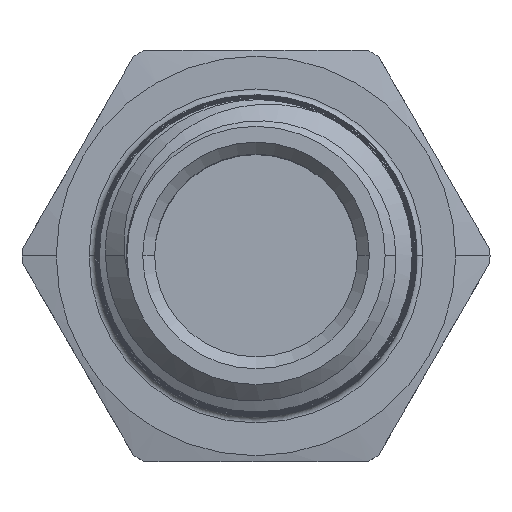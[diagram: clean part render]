
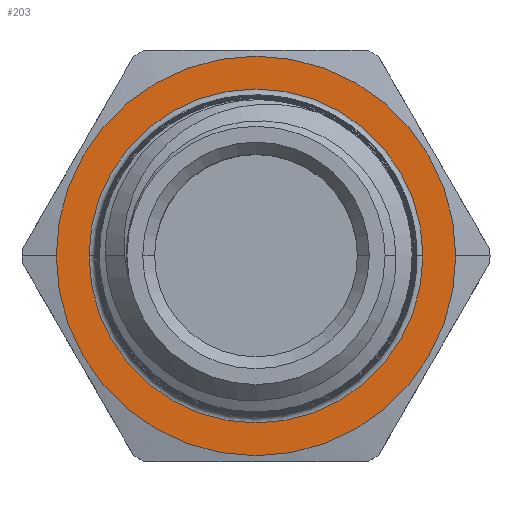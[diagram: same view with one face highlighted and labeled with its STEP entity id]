
A CAD part, top view. The second image highlights one B-rep face of the part: STEP entity #203.
In plain terms, the highlighted planar face has unit normal (0, 0, 1).
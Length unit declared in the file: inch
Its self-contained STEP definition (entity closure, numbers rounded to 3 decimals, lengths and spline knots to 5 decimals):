
#69 = EDGE_CURVE ( 'NONE', #646, #647, #689, .T. ) ;
#92 = EDGE_CURVE ( 'NONE', #481, #633, #703, .T. ) ;
#93 = EDGE_CURVE ( 'NONE', #647, #646, #702, .T. ) ;
#203 = ADVANCED_FACE ( 'NONE', ( #770, #749 ), #1653, .T. ) ;
#243 = EDGE_CURVE ( 'NONE', #633, #481, #852, .T. ) ;
#325 = AXIS2_PLACEMENT_3D ( 'NONE', #951, #952, #953 ) ;
#331 = AXIS2_PLACEMENT_3D ( 'NONE', #1424, #1425, #1426 ) ;
#332 = AXIS2_PLACEMENT_3D ( 'NONE', #1429, #1430, #1431 ) ;
#481 = VERTEX_POINT ( 'NONE', #4927 ) ;
#529 = EDGE_LOOP ( 'NONE', ( #5176, #5177 ) ) ;
#530 = EDGE_LOOP ( 'NONE', ( #5174, #5175 ) ) ;
#633 = VERTEX_POINT ( 'NONE', #4938 ) ;
#646 = VERTEX_POINT ( 'NONE', #4959 ) ;
#647 = VERTEX_POINT ( 'NONE', #4960 ) ;
#689 = CIRCLE ( 'NONE', #325, 0.28 ) ;
#702 = CIRCLE ( 'NONE', #332, 0.28 ) ;
#703 = CIRCLE ( 'NONE', #331, 0.335 ) ;
#749 = FACE_BOUND ( 'NONE', #529, .T. ) ;
#770 = FACE_OUTER_BOUND ( 'NONE', #530, .T. ) ;
#852 = CIRCLE ( 'NONE', #1734, 0.335 ) ;
#951 = CARTESIAN_POINT ( 'NONE',  ( 0., 0., 0.11 ) ) ;
#952 = DIRECTION ( 'NONE',  ( 0., 0., -1. ) ) ;
#953 = DIRECTION ( 'NONE',  ( 1., 0., 0. ) ) ;
#1424 = CARTESIAN_POINT ( 'NONE',  ( 0., 0., 0.11 ) ) ;
#1425 = DIRECTION ( 'NONE',  ( 0., 0., -1. ) ) ;
#1426 = DIRECTION ( 'NONE',  ( -1., 0., 0. ) ) ;
#1429 = CARTESIAN_POINT ( 'NONE',  ( 0., 0., 0.11 ) ) ;
#1430 = DIRECTION ( 'NONE',  ( 0., 0., -1. ) ) ;
#1431 = DIRECTION ( 'NONE',  ( 1., 0., 0. ) ) ;
#1650 = DIRECTION ( 'NONE',  ( 0., 0., 1. ) ) ;
#1651 = CARTESIAN_POINT ( 'NONE',  ( -0.19919, -0.345, 0.11 ) ) ;
#1653 = PLANE ( 'NONE',  #1706 ) ;
#1655 = DIRECTION ( 'NONE',  ( 1., 0., 0. ) ) ;
#1706 = AXIS2_PLACEMENT_3D ( 'NONE', #1651, #1650, #1655 ) ;
#1734 = AXIS2_PLACEMENT_3D ( 'NONE', #2359, #2360, #2361 ) ;
#2359 = CARTESIAN_POINT ( 'NONE',  ( 0., 0., 0.11 ) ) ;
#2360 = DIRECTION ( 'NONE',  ( 0., 0., -1. ) ) ;
#2361 = DIRECTION ( 'NONE',  ( -1., 0., 0. ) ) ;
#4927 = CARTESIAN_POINT ( 'NONE',  ( 0.335, 0., 0.11 ) ) ;
#4938 = CARTESIAN_POINT ( 'NONE',  ( -0.335, 0., 0.11 ) ) ;
#4959 = CARTESIAN_POINT ( 'NONE',  ( 0.28, 0., 0.11 ) ) ;
#4960 = CARTESIAN_POINT ( 'NONE',  ( -0.28, 0., 0.11 ) ) ;
#5174 = ORIENTED_EDGE ( 'NONE', *, *, #243, .F. ) ;
#5175 = ORIENTED_EDGE ( 'NONE', *, *, #92, .F. ) ;
#5176 = ORIENTED_EDGE ( 'NONE', *, *, #69, .T. ) ;
#5177 = ORIENTED_EDGE ( 'NONE', *, *, #93, .T. ) ;
